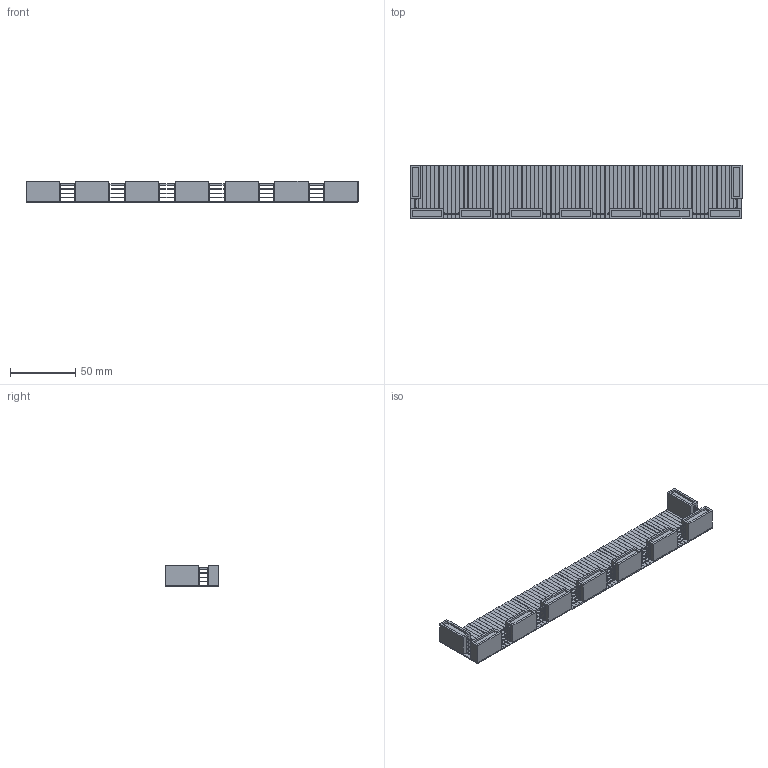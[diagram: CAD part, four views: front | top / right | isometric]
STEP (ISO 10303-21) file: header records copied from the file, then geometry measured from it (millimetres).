
FILE_DESCRIPTION(/* description */ (''),/* implementation_level */ '2;1');
FILE_NAME(/* name */ 'scale parklet',/* time_stamp */ '2025-04-15T15:04:53-04:00',/* author */ (''),/* organization */ (''),/* preprocessor_version */ 'ST-DEVELOPER v19.2',/* originating_system */ 'Rhino 8.18',/* authorisation */ '');
FILE_SCHEMA (('CONFIG_CONTROL_DESIGN'));
Length unit declared in the file: inch
Products named in the file (1): Document
Bounding box: 254.13 x 41.27 x 16.67 mm (x, y, z)
Volume: 35975.9 mm3; surface area: 37379.3 mm2
Topology: 18 solids, 18 shells, 744 faces, 1777 edges, 1078 vertices
Faces by surface type: plane 744
Entity records: 21502 total; most frequent: CARTESIAN_POINT 8578, ORIENTED_EDGE 3554, EDGE_CURVE 1777, B_SPLINE_CURVE_WITH_KNOTS 1777, VERTEX_POINT 1078, EDGE_LOOP 817, DIRECTION 748, AXIS2_PLACEMENT_3D 746
